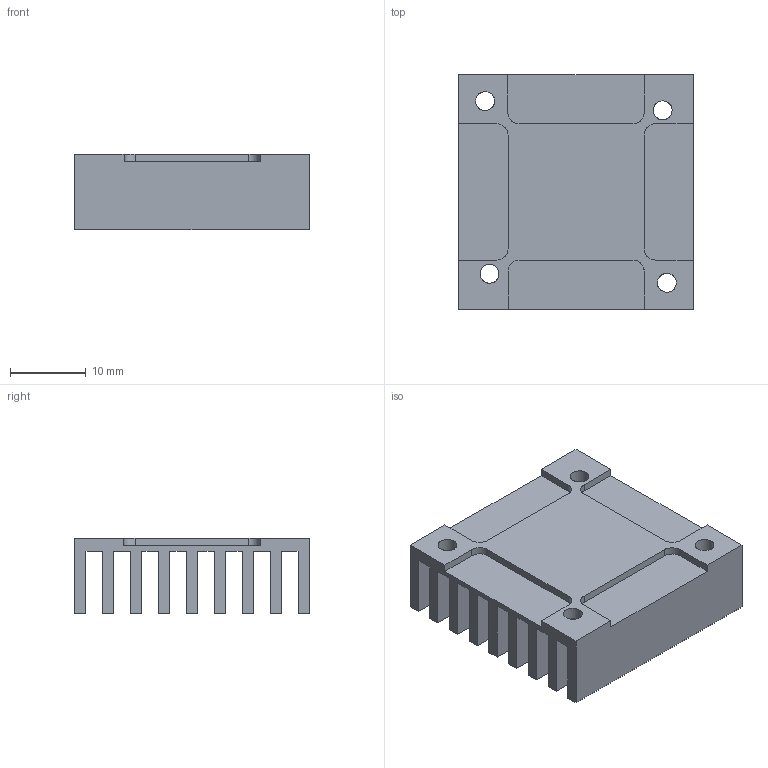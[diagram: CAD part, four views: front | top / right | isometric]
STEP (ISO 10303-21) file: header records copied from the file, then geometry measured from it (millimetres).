
FILE_DESCRIPTION(/* description */ (''),/* implementation_level */ '2;1');
FILE_NAME(/* name */ '2da22576-1c39-4f57-a280-5bc6b870014a.stp',/* time_stamp */ '2016-10-17T07:28:30+00:00',/* author */ (''),/* organization */ (''),/* preprocessor_version */ 'ST-DEVELOPER v16.5',/* originating_system */ 'Autodesk Translation Framework v5.2.0.2031',/* authorisation */ '');
FILE_SCHEMA (('AUTOMOTIVE_DESIGN { 1 0 10303 214 3 1 1 }'));
Length unit declared in the file: centimetre
Products named in the file (2): Heatsink_31x31x10 v9; Heatsink_31x31x10
Assembly tree (1 placements, depth 2):
  Heatsink_31x31x10 v9
    Heatsink_31x31x10
Bounding box: 31 x 31 x 10 mm (x, y, z)
Surface area: 7060.7 mm2 (no closed solid volume)
Topology: 0 solids, 74 shells, 74 faces, 452 edges, 448 vertices
Faces by surface type: plane 62, cylinder 12
Full cylindrical faces by diameter (mm): 2.5 x4
Entity records: 4922 total; most frequent: CARTESIAN_POINT 1559, DIRECTION 598, VERTEX_POINT 444, EDGE_CURVE 444, ORIENTED_EDGE 444, LINE 376, VECTOR 376, AXIS2_PLACEMENT_3D 111
